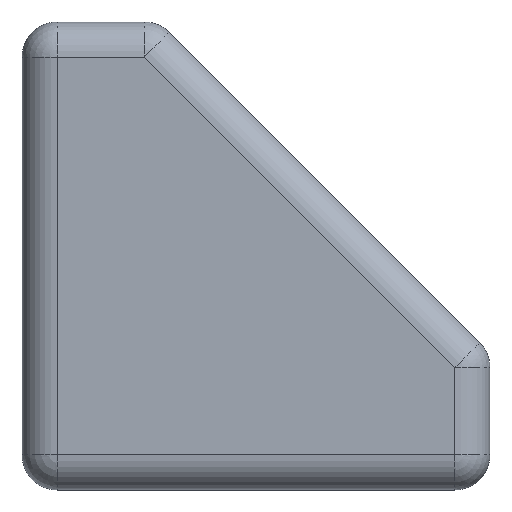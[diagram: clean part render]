
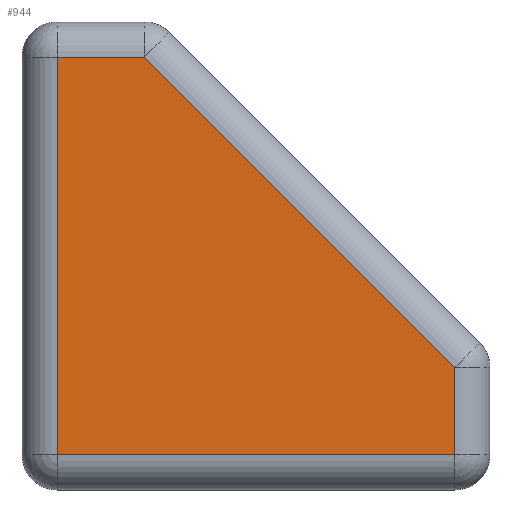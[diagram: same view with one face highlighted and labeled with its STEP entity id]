
A CAD part, top view. The second image highlights one B-rep face of the part: STEP entity #944.
In plain terms, the highlighted planar face has unit normal (0, 0, 1).
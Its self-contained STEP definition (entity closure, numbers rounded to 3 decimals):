
#577=ORIENTED_EDGE('',*,*,#712,.T.);
#578=ORIENTED_EDGE('',*,*,#714,.T.);
#579=ORIENTED_EDGE('',*,*,#699,.T.);
#580=ORIENTED_EDGE('',*,*,#715,.T.);
#581=ORIENTED_EDGE('',*,*,#716,.T.);
#614=VECTOR('',#814,1.);
#621=VECTOR('',#849,1.);
#622=VECTOR('',#854,1.);
#623=VECTOR('',#855,1.);
#624=VECTOR('',#856,1.);
#639=LINE('',#1003,#614);
#646=LINE('',#1030,#621);
#647=LINE('',#1033,#622);
#648=LINE('',#1035,#623);
#649=LINE('',#1036,#624);
#666=VERTEX_POINT('',#997);
#667=VERTEX_POINT('',#1001);
#672=VERTEX_POINT('',#1025);
#673=VERTEX_POINT('',#1029);
#674=VERTEX_POINT('',#1034);
#699=EDGE_CURVE('',#666,#667,#639,.T.);
#712=EDGE_CURVE('',#672,#673,#646,.T.);
#714=EDGE_CURVE('',#673,#666,#647,.T.);
#715=EDGE_CURVE('',#667,#674,#648,.T.);
#716=EDGE_CURVE('',#674,#672,#649,.T.);
#736=EDGE_LOOP('',(#577,#578,#579,#580,#581));
#758=FACE_BOUND('',#736,.T.);
#814=DIRECTION('',(-7.467,0.,0.));
#849=DIRECTION('',(0.,7.467,0.));
#852=DIRECTION('',(0.,0.,1.));
#853=DIRECTION('',(0.,-1.,0.));
#854=DIRECTION('',(-26.533,26.533,0.));
#855=DIRECTION('',(0.,-34.,0.));
#856=DIRECTION('',(34.,0.,0.));
#910=AXIS2_PLACEMENT_3D('',#1032,#852,#853);
#927=PLANE('',#910);
#944=ADVANCED_FACE('',(#758),#927,.T.);
#997=CARTESIAN_POINT('',(38.512,39.629,4.));
#1001=CARTESIAN_POINT('',(31.045,39.629,4.));
#1003=CARTESIAN_POINT('',(38.512,39.629,4.));
#1025=CARTESIAN_POINT('',(65.045,5.629,4.));
#1029=CARTESIAN_POINT('',(65.045,13.096,4.));
#1030=CARTESIAN_POINT('',(65.045,5.629,4.));
#1032=CARTESIAN_POINT('',(0.,0.,4.));
#1033=CARTESIAN_POINT('',(65.045,13.096,4.));
#1034=CARTESIAN_POINT('',(31.045,5.629,4.));
#1035=CARTESIAN_POINT('',(31.045,39.629,4.));
#1036=CARTESIAN_POINT('',(31.045,5.629,4.));
